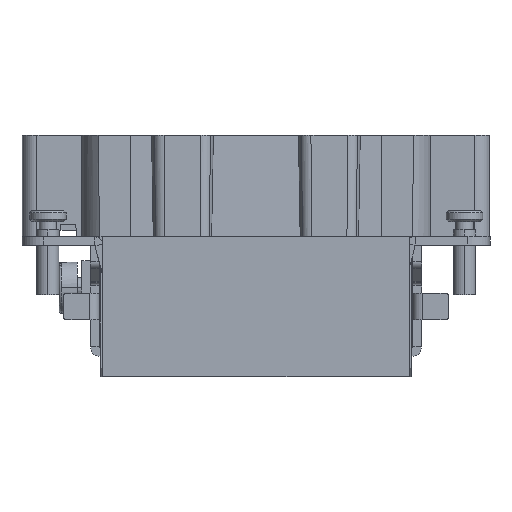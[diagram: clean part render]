
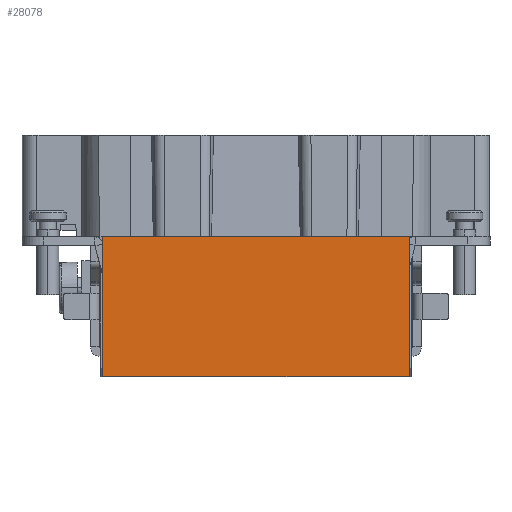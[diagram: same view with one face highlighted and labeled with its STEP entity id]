
A CAD part, left-side view. The second image highlights one B-rep face of the part: STEP entity #28078.
In plain terms, the highlighted planar face has unit normal (-1, 0, 0).
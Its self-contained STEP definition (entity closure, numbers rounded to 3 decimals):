
#2180=DIRECTION('',(0.,-1.,0.));
#2181=VECTOR('',#2180,42.);
#2182=CARTESIAN_POINT('',(-16.95,20.999,0.));
#2183=LINE('',#2182,#2181);
#2775=DIRECTION('',(0.,0.,1.));
#2776=VECTOR('',#2775,19.2);
#2777=CARTESIAN_POINT('',(-16.95,20.999,-19.2));
#2778=LINE('',#2777,#2776);
#2779=DIRECTION('',(0.,0.,-1.));
#2780=VECTOR('',#2779,19.2);
#2781=CARTESIAN_POINT('',(-16.95,-21.001,0.));
#2782=LINE('',#2781,#2780);
#3127=DIRECTION('',(0.,1.,0.));
#3128=VECTOR('',#3127,42.);
#3129=CARTESIAN_POINT('',(-16.95,-21.001,-19.2));
#3130=LINE('',#3129,#3128);
#25309=CARTESIAN_POINT('',(-16.95,-21.001,-19.2));
#25310=CARTESIAN_POINT('',(-16.95,20.999,-19.2));
#25311=VERTEX_POINT('',#25309);
#25312=VERTEX_POINT('',#25310);
#25535=CARTESIAN_POINT('',(-16.95,20.999,0.));
#25536=CARTESIAN_POINT('',(-16.95,-21.001,0.));
#25537=VERTEX_POINT('',#25535);
#25538=VERTEX_POINT('',#25536);
#28065=CARTESIAN_POINT('',(-16.95,20.56,0.));
#28066=DIRECTION('',(1.,0.,0.));
#28067=DIRECTION('',(0.,-1.,0.));
#28068=AXIS2_PLACEMENT_3D('',#28065,#28066,#28067);
#28069=PLANE('',#28068);
#28071=ORIENTED_EDGE('',*,*,#28070,.T.);
#28072=ORIENTED_EDGE('',*,*,#27290,.T.);
#28073=ORIENTED_EDGE('',*,*,#27961,.T.);
#28075=ORIENTED_EDGE('',*,*,#28074,.T.);
#28076=EDGE_LOOP('',(#28071,#28072,#28073,#28075));
#28077=FACE_OUTER_BOUND('',#28076,.F.);
#28078=ADVANCED_FACE('',(#28077),#28069,.F.);
#27290=EDGE_CURVE('',#25537,#25538,#2183,.T.);
#27961=EDGE_CURVE('',#25538,#25311,#2782,.T.);
#28070=EDGE_CURVE('',#25312,#25537,#2778,.T.);
#28074=EDGE_CURVE('',#25311,#25312,#3130,.T.);
